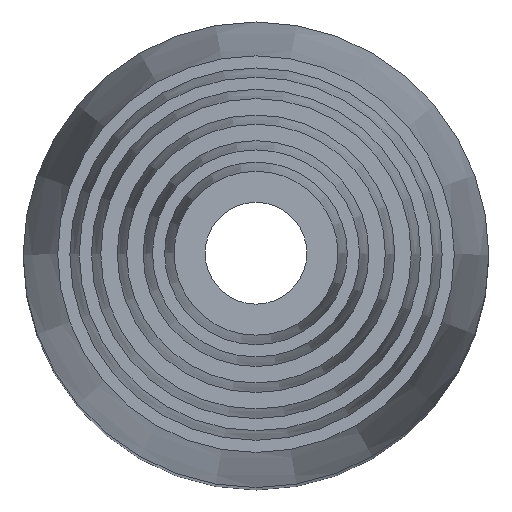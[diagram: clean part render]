
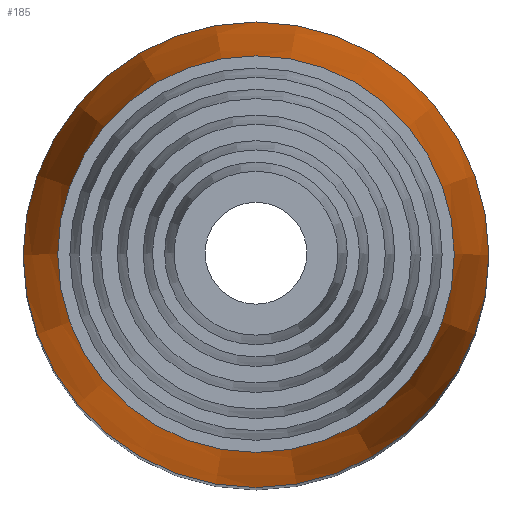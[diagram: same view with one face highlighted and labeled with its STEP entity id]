
A CAD part, top view. The second image highlights one B-rep face of the part: STEP entity #185.
In plain terms, the highlighted conical face has half-angle 5.194 degrees and reference radius 12.5 mm.
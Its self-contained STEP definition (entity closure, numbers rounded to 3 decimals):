
#34=FACE_BOUND($,#79,.T.);
#51=FACE_OUTER_BOUND($,#78,.T.);
#78=EDGE_LOOP($,(#158));
#79=EDGE_LOOP($,(#159));
#98=CIRCLE($,#216,11.5);
#99=CIRCLE($,#218,13.5);
#114=VERTEX_POINT($,#327);
#115=VERTEX_POINT($,#330);
#130=EDGE_CURVE($,#114,#114,#98,.T.);
#131=EDGE_CURVE($,#115,#115,#99,.T.);
#158=ORIENTED_EDGE($,*,*,#131,.F.);
#159=ORIENTED_EDGE($,*,*,#130,.T.);
#172=CONICAL_SURFACE($,#217,12.5,5.194);
#185=ADVANCED_FACE($,(#51,#34),#172,.T.);
#216=AXIS2_PLACEMENT_3D($,#328,#274,#275);
#217=AXIS2_PLACEMENT_3D($,#329,#276,#277);
#218=AXIS2_PLACEMENT_3D($,#331,#278,#279);
#274=DIRECTION('center_axis',(0.,0.,-1.));
#275=DIRECTION('ref_axis',(-1.,0.,0.));
#276=DIRECTION('center_axis',(0.,0.,-1.));
#277=DIRECTION('ref_axis',(-1.,0.,0.));
#278=DIRECTION('center_axis',(0.,0.,-1.));
#279=DIRECTION('ref_axis',(-1.,0.,0.));
#327=CARTESIAN_POINT('',(-11.5,0.,102.));
#328=CARTESIAN_POINT('Origin',(0.,0.,102.));
#329=CARTESIAN_POINT('Origin',(0.,0.,91.));
#330=CARTESIAN_POINT('',(13.5,0.,80.));
#331=CARTESIAN_POINT('Origin',(0.,0.,80.));
